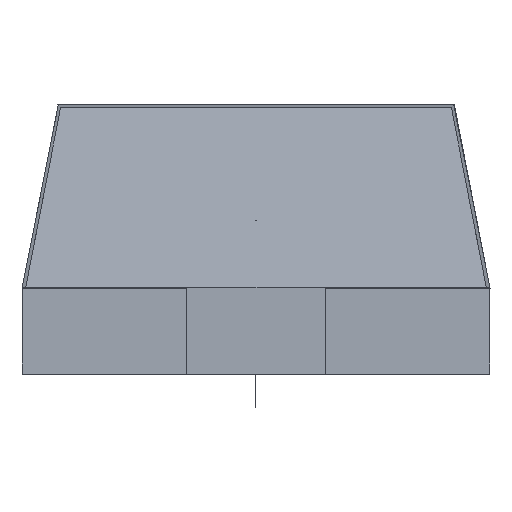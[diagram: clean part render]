
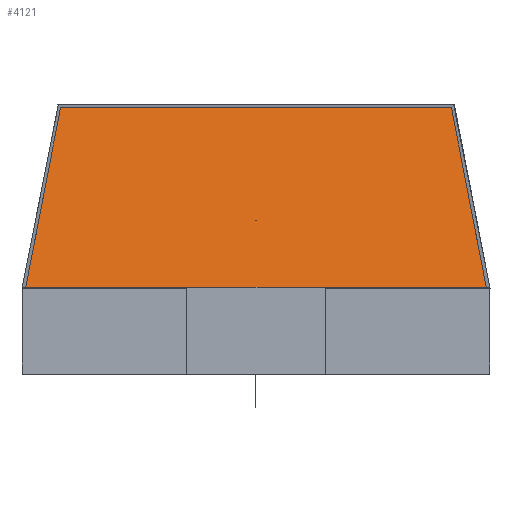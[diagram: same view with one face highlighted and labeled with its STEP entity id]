
A CAD part, left-side view. The second image highlights one B-rep face of the part: STEP entity #4121.
In plain terms, the highlighted free-form (B-spline) face has degree [1, 1] with [2, 2] control points.
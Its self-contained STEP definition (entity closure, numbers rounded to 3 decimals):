
#4121 = ADVANCED_FACE('',(#4122,#4193),#4136,.T.);
#4122 = FACE_BOUND('',#4123,.T.);
#4123 = EDGE_LOOP('',(#4124,#4147,#4163,#4179));
#4124 = ORIENTED_EDGE('',*,*,#4125,.T.);
#4125 = EDGE_CURVE('',#4126,#4128,#4130,.T.);
#4126 = VERTEX_POINT('',#4127);
#4127 = CARTESIAN_POINT('',(-0.884,0.664,0.263));
#4128 = VERTEX_POINT('',#4129);
#4129 = CARTESIAN_POINT('',(-0.884,-0.664,0.263));
#4130 = SURFACE_CURVE('',#4131,(#4135),.PCURVE_S1.);
#4131 = LINE('',#4132,#4133);
#4132 = CARTESIAN_POINT('',(-0.884,0.664,0.263));
#4133 = VECTOR('',#4134,1.);
#4134 = DIRECTION('',(0.,-1.,0.));
#4135 = PCURVE('',#4136,#4141);
#4136 = B_SPLINE_SURFACE_WITH_KNOTS('',1,1,(
    (#4137,#4138)
    ,(#4139,#4140
    )),.UNSPECIFIED.,.F.,.F.,.F.,(2,2),(2,2),(0.011,
    1.339),(0.004,0.532),
  .PIECEWISE_BEZIER_KNOTS.);
#4137 = CARTESIAN_POINT('',(-0.884,0.664,0.263));
#4138 = CARTESIAN_POINT('',(-0.784,0.664,0.781));
#4139 = CARTESIAN_POINT('',(-0.884,-0.664,0.263));
#4140 = CARTESIAN_POINT('',(-0.784,-0.664,0.781));
#4141 = DEFINITIONAL_REPRESENTATION('',(#4142),#4146);
#4142 = LINE('',#4143,#4144);
#4143 = CARTESIAN_POINT('',(0.011,0.004));
#4144 = VECTOR('',#4145,1.);
#4145 = DIRECTION('',(1.,0.));
#4146 = ( GEOMETRIC_REPRESENTATION_CONTEXT(2) 
PARAMETRIC_REPRESENTATION_CONTEXT() REPRESENTATION_CONTEXT('2D SPACE',''
  ) );
#4147 = ORIENTED_EDGE('',*,*,#4148,.T.);
#4148 = EDGE_CURVE('',#4128,#4149,#4151,.T.);
#4149 = VERTEX_POINT('',#4150);
#4150 = CARTESIAN_POINT('',(-0.784,-0.564,0.781));
#4151 = SURFACE_CURVE('',#4152,(#4156),.PCURVE_S1.);
#4152 = LINE('',#4153,#4154);
#4153 = CARTESIAN_POINT('',(-0.884,-0.664,0.263));
#4154 = VECTOR('',#4155,1.);
#4155 = DIRECTION('',(0.187,0.187,0.964));
#4156 = PCURVE('',#4136,#4157);
#4157 = DEFINITIONAL_REPRESENTATION('',(#4158),#4162);
#4158 = LINE('',#4159,#4160);
#4159 = CARTESIAN_POINT('',(1.339,0.004));
#4160 = VECTOR('',#4161,1.);
#4161 = DIRECTION('',(-0.187,0.982));
#4162 = ( GEOMETRIC_REPRESENTATION_CONTEXT(2) 
PARAMETRIC_REPRESENTATION_CONTEXT() REPRESENTATION_CONTEXT('2D SPACE',''
  ) );
#4163 = ORIENTED_EDGE('',*,*,#4164,.T.);
#4164 = EDGE_CURVE('',#4149,#4165,#4167,.T.);
#4165 = VERTEX_POINT('',#4166);
#4166 = CARTESIAN_POINT('',(-0.784,0.564,0.781));
#4167 = SURFACE_CURVE('',#4168,(#4172),.PCURVE_S1.);
#4168 = LINE('',#4169,#4170);
#4169 = CARTESIAN_POINT('',(-0.784,-0.564,0.781));
#4170 = VECTOR('',#4171,1.);
#4171 = DIRECTION('',(0.,1.,0.));
#4172 = PCURVE('',#4136,#4173);
#4173 = DEFINITIONAL_REPRESENTATION('',(#4174),#4178);
#4174 = LINE('',#4175,#4176);
#4175 = CARTESIAN_POINT('',(1.239,0.532));
#4176 = VECTOR('',#4177,1.);
#4177 = DIRECTION('',(-1.,0.));
#4178 = ( GEOMETRIC_REPRESENTATION_CONTEXT(2) 
PARAMETRIC_REPRESENTATION_CONTEXT() REPRESENTATION_CONTEXT('2D SPACE',''
  ) );
#4179 = ORIENTED_EDGE('',*,*,#4180,.T.);
#4180 = EDGE_CURVE('',#4165,#4126,#4181,.T.);
#4181 = SURFACE_CURVE('',#4182,(#4186),.PCURVE_S1.);
#4182 = LINE('',#4183,#4184);
#4183 = CARTESIAN_POINT('',(-0.784,0.564,0.781));
#4184 = VECTOR('',#4185,1.);
#4185 = DIRECTION('',(-0.187,0.187,-0.964));
#4186 = PCURVE('',#4136,#4187);
#4187 = DEFINITIONAL_REPRESENTATION('',(#4188),#4192);
#4188 = LINE('',#4189,#4190);
#4189 = CARTESIAN_POINT('',(0.111,0.532));
#4190 = VECTOR('',#4191,1.);
#4191 = DIRECTION('',(-0.187,-0.982));
#4192 = ( GEOMETRIC_REPRESENTATION_CONTEXT(2) 
PARAMETRIC_REPRESENTATION_CONTEXT() REPRESENTATION_CONTEXT('2D SPACE',''
  ) );
#4193 = FACE_BOUND('',#4194,.T.);
#4194 = EDGE_LOOP('',(#4195,#4213,#4229,#4245));
#4195 = ORIENTED_EDGE('',*,*,#4196,.T.);
#4196 = EDGE_CURVE('',#4197,#4199,#4201,.T.);
#4197 = VERTEX_POINT('',#4198);
#4198 = CARTESIAN_POINT('',(-0.847,-0.001,0.456));
#4199 = VERTEX_POINT('',#4200);
#4200 = CARTESIAN_POINT('',(-0.847,-0.001,0.455));
#4201 = SURFACE_CURVE('',#4202,(#4206),.PCURVE_S1.);
#4202 = LINE('',#4203,#4204);
#4203 = CARTESIAN_POINT('',(-0.847,-0.001,0.456));
#4204 = VECTOR('',#4205,1.);
#4205 = DIRECTION('',(-0.191,0.,-0.982));
#4206 = PCURVE('',#4136,#4207);
#4207 = DEFINITIONAL_REPRESENTATION('',(#4208),#4212);
#4208 = LINE('',#4209,#4210);
#4209 = CARTESIAN_POINT('',(0.676,0.201));
#4210 = VECTOR('',#4211,1.);
#4211 = DIRECTION('',(0.,-1.));
#4212 = ( GEOMETRIC_REPRESENTATION_CONTEXT(2) 
PARAMETRIC_REPRESENTATION_CONTEXT() REPRESENTATION_CONTEXT('2D SPACE',''
  ) );
#4213 = ORIENTED_EDGE('',*,*,#4214,.T.);
#4214 = EDGE_CURVE('',#4199,#4215,#4217,.T.);
#4215 = VERTEX_POINT('',#4216);
#4216 = CARTESIAN_POINT('',(-0.847,0.,0.455
    ));
#4217 = SURFACE_CURVE('',#4218,(#4222),.PCURVE_S1.);
#4218 = LINE('',#4219,#4220);
#4219 = CARTESIAN_POINT('',(-0.847,-0.001,0.455));
#4220 = VECTOR('',#4221,1.);
#4221 = DIRECTION('',(0.,1.,0.));
#4222 = PCURVE('',#4136,#4223);
#4223 = DEFINITIONAL_REPRESENTATION('',(#4224),#4228);
#4224 = LINE('',#4225,#4226);
#4225 = CARTESIAN_POINT('',(0.676,0.2));
#4226 = VECTOR('',#4227,1.);
#4227 = DIRECTION('',(-1.,0.));
#4228 = ( GEOMETRIC_REPRESENTATION_CONTEXT(2) 
PARAMETRIC_REPRESENTATION_CONTEXT() REPRESENTATION_CONTEXT('2D SPACE',''
  ) );
#4229 = ORIENTED_EDGE('',*,*,#4230,.T.);
#4230 = EDGE_CURVE('',#4215,#4231,#4233,.T.);
#4231 = VERTEX_POINT('',#4232);
#4232 = CARTESIAN_POINT('',(-0.847,0.,0.456));
#4233 = SURFACE_CURVE('',#4234,(#4238),.PCURVE_S1.);
#4234 = LINE('',#4235,#4236);
#4235 = CARTESIAN_POINT('',(-0.847,0.,0.455));
#4236 = VECTOR('',#4237,1.);
#4237 = DIRECTION('',(0.191,0.,0.982));
#4238 = PCURVE('',#4136,#4239);
#4239 = DEFINITIONAL_REPRESENTATION('',(#4240),#4244);
#4240 = LINE('',#4241,#4242);
#4241 = CARTESIAN_POINT('',(0.675,0.2));
#4242 = VECTOR('',#4243,1.);
#4243 = DIRECTION('',(0.,1.));
#4244 = ( GEOMETRIC_REPRESENTATION_CONTEXT(2) 
PARAMETRIC_REPRESENTATION_CONTEXT() REPRESENTATION_CONTEXT('2D SPACE',''
  ) );
#4245 = ORIENTED_EDGE('',*,*,#4246,.T.);
#4246 = EDGE_CURVE('',#4231,#4197,#4247,.T.);
#4247 = SURFACE_CURVE('',#4248,(#4252),.PCURVE_S1.);
#4248 = LINE('',#4249,#4250);
#4249 = CARTESIAN_POINT('',(-0.847,0.,0.456));
#4250 = VECTOR('',#4251,1.);
#4251 = DIRECTION('',(0.,-1.,0.));
#4252 = PCURVE('',#4136,#4253);
#4253 = DEFINITIONAL_REPRESENTATION('',(#4254),#4258);
#4254 = LINE('',#4255,#4256);
#4255 = CARTESIAN_POINT('',(0.675,0.201));
#4256 = VECTOR('',#4257,1.);
#4257 = DIRECTION('',(1.,0.));
#4258 = ( GEOMETRIC_REPRESENTATION_CONTEXT(2) 
PARAMETRIC_REPRESENTATION_CONTEXT() REPRESENTATION_CONTEXT('2D SPACE',''
  ) );
